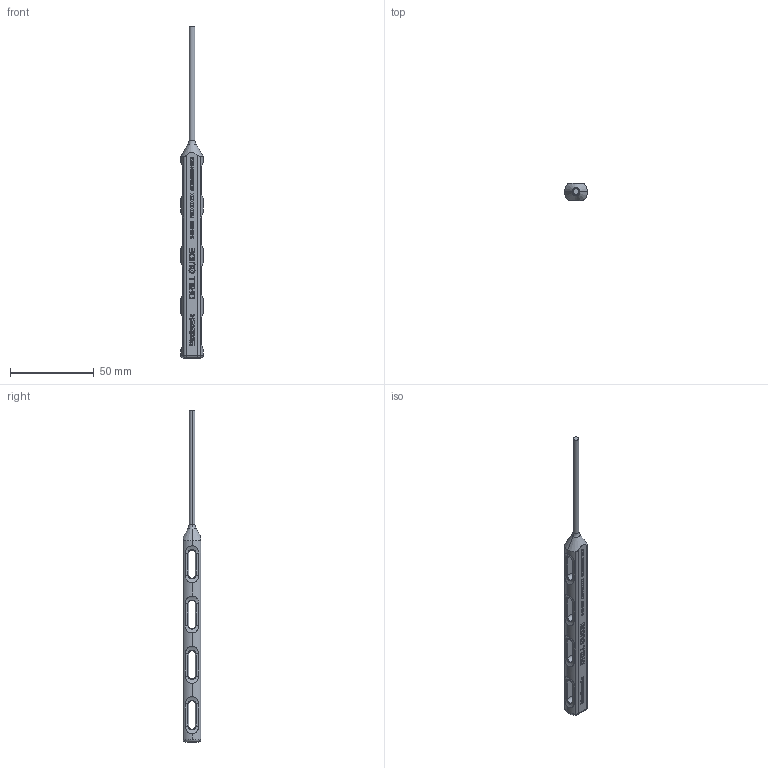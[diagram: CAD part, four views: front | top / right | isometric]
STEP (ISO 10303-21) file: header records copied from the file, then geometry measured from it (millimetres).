
FILE_DESCRIPTION (( 'STEP AP214' ), '1' );
FILE_NAME ('20-2752.STEP', '2024-06-03T14:16:19', ( '' ), ( '' ), 'SwSTEP 2.0', 'SolidWorks 2023', '' );
FILE_SCHEMA (( 'AUTOMOTIVE_DESIGN' ));
Length unit declared in the file: millimetre
Products named in the file (1): 20-2752
Bounding box: 13.5 x 10.5 x 198 mm (x, y, z)
Volume: 12374.6 mm3; surface area: 7084.5 mm2
Topology: 1 solids, 1 shells, 220 faces, 1015 edges, 871 vertices
Faces by surface type: plane 122, cylinder 39, cone 34, bspline 16, torus 9
Entity records: 20878 total; most frequent: CARTESIAN_POINT 13022, ORIENTED_EDGE 2030, DIRECTION 1080, EDGE_CURVE 1015, VERTEX_POINT 871, VECTOR 468, LINE 468, B_SPLINE_CURVE_WITH_KNOTS 446
